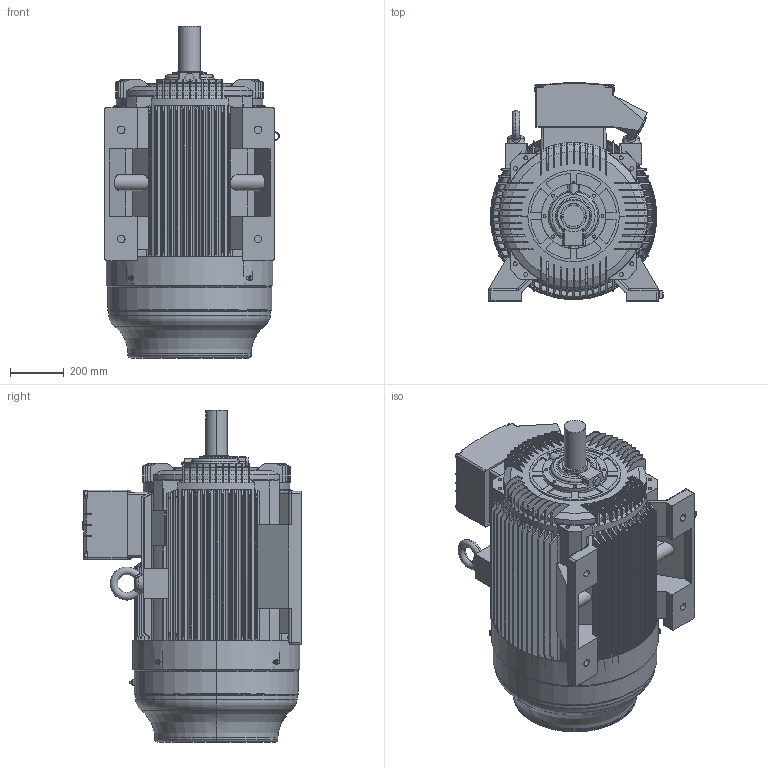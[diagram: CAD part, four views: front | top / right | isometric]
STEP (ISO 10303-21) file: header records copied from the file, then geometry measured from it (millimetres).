
FILE_DESCRIPTION((''),'2;1');
FILE_NAME('315S4B3','2013-01-16T',('Administrator'),(''),'PRO/ENGINEER BY PARAMETRIC TECHNOLOGY CORPORATION, 2007370','PRO/ENGINEER BY PARAMETRIC TECHNOLOGY CORPORATION, 2007370','');
FILE_SCHEMA(('CONFIG_CONTROL_DESIGN'));
Products named in the file (1): 315S4B3
Bounding box: 648 x 811 x 1234 mm (x, y, z)
Volume: 218876625.9 mm3; surface area: 7353749.9 mm2
Topology: 1 solids, 9 shells, 8299 faces, 24228 edges, 15955 vertices
Faces by surface type: plane 3932, cylinder 3671, cone 570, torus 60, sphere 42, bspline 24
Entity records: 287622 total; most frequent: CARTESIAN_POINT 63387, ORIENTED_EDGE 48404, DIRECTION 45564, EDGE_CURVE 24202, VERTEX_POINT 15955, AXIS2_PLACEMENT_3D 15904, VECTOR 13756, LINE 13756
